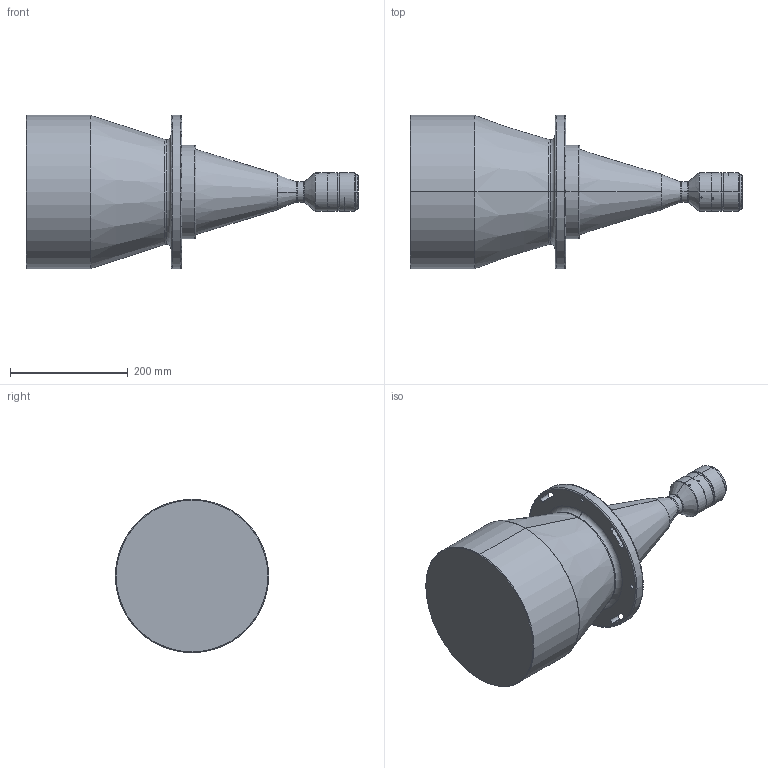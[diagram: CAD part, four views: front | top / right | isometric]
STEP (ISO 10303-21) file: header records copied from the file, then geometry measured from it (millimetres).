
FILE_DESCRIPTION (( 'STEP AP203' ), '1' );
FILE_NAME ('DTCM430H-216-M58-AL.STEP', '2023-05-05T05:32:53', ( '' ), ( '' ), 'SwSTEP 2.0', 'SolidWorks 2017', '' );
FILE_SCHEMA (( 'CONFIG_CONTROL_DESIGN' ));
Length unit declared in the file: millimetre
Products named in the file (1): DTCM430H-216-M58-AL
Bounding box: 563.75 x 260 x 260 mm (x, y, z)
Volume: 13876840.7 mm3; surface area: 408863.5 mm2
Topology: 1 solids, 1 shells, 147 faces, 357 edges, 225 vertices
Faces by surface type: cylinder 80, cone 30, plane 21, bspline 14, torus 2
Entity records: 5033 total; most frequent: CARTESIAN_POINT 1493, DIRECTION 756, ORIENTED_EDGE 710, EDGE_CURVE 355, AXIS2_PLACEMENT_3D 316, VERTEX_POINT 225, CIRCLE 182, EDGE_LOOP 178
